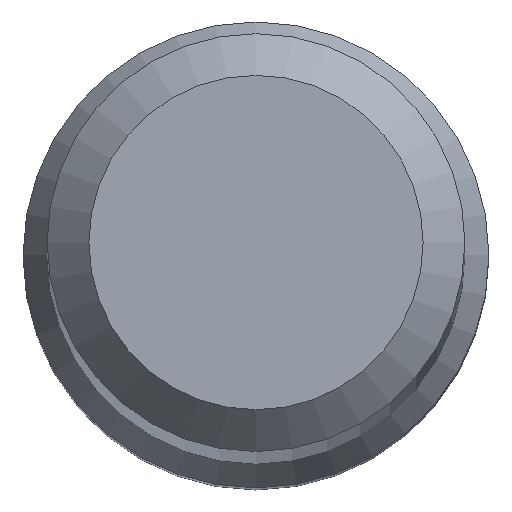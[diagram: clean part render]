
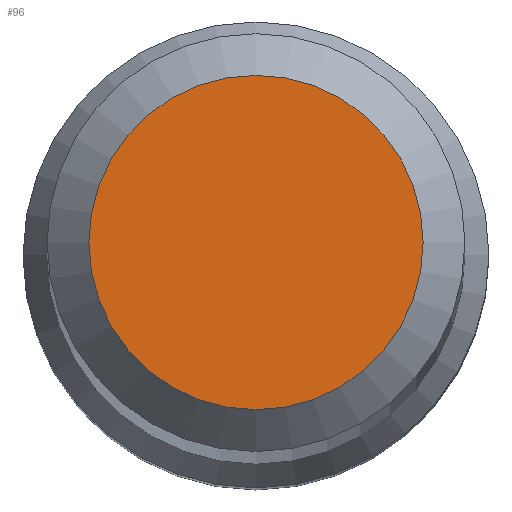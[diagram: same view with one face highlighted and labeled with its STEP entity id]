
A CAD part, top view. The second image highlights one B-rep face of the part: STEP entity #96.
In plain terms, the highlighted planar face has unit normal (0, 0, 1).
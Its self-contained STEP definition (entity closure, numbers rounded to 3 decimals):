
#13 = CIRCLE ( 'NONE', #171, 1.6 ) ;
#18 = CARTESIAN_POINT ( 'NONE',  ( 0., 0., 80. ) ) ;
#27 = EDGE_CURVE ( 'NONE', #63, #63, #13, .T. ) ;
#38 = DIRECTION ( 'NONE',  ( 0., 0., -1. ) ) ;
#40 = DIRECTION ( 'NONE',  ( 0., 1., 0. ) ) ;
#47 = ORIENTED_EDGE ( 'NONE', *, *, #27, .F. ) ;
#63 = VERTEX_POINT ( 'NONE', #140 ) ;
#96 = ADVANCED_FACE ( 'NONE', ( #130 ), #116, .F. ) ;
#105 = DIRECTION ( 'NONE',  ( 0., 1., 0. ) ) ;
#116 = PLANE ( 'NONE',  #184 ) ;
#130 = FACE_OUTER_BOUND ( 'NONE', #236, .T. ) ;
#140 = CARTESIAN_POINT ( 'NONE',  ( 0., 1.6, 80. ) ) ;
#153 = CARTESIAN_POINT ( 'NONE',  ( 0., 0., 80. ) ) ;
#171 = AXIS2_PLACEMENT_3D ( 'NONE', #153, #222, #40 ) ;
#184 = AXIS2_PLACEMENT_3D ( 'NONE', #18, #38, #105 ) ;
#222 = DIRECTION ( 'NONE',  ( 0., 0., -1. ) ) ;
#236 = EDGE_LOOP ( 'NONE', ( #47 ) ) ;
